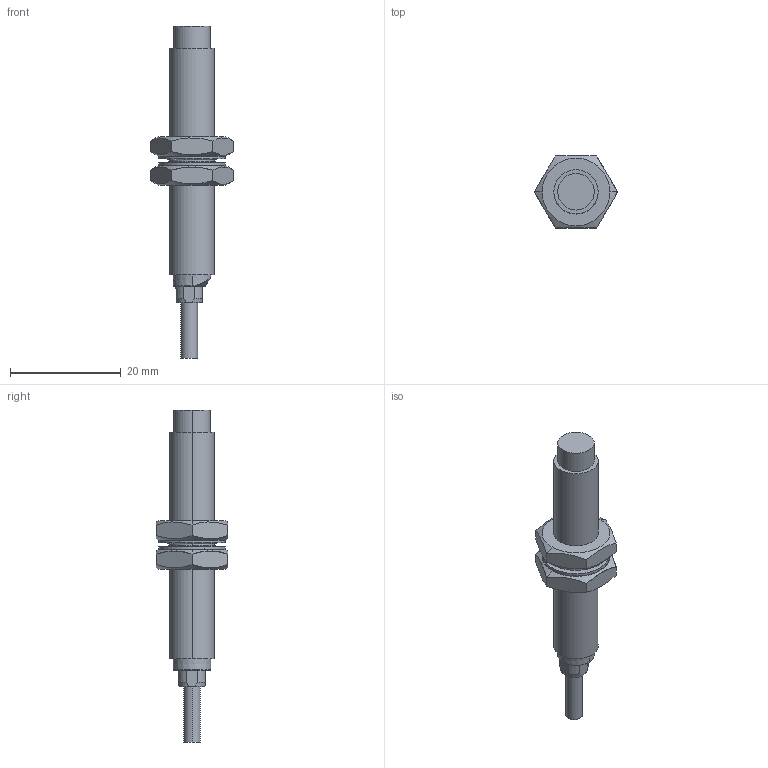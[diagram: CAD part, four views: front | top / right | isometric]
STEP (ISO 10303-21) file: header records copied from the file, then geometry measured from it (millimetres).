
FILE_DESCRIPTION((''),'2;1');
FILE_NAME('TYN08','2022-03-25T',('EDY'),(''),'CREO PARAMETRIC BY PTC INC, 2018070','CREO PARAMETRIC BY PTC INC, 2018070','');
FILE_SCHEMA(('CONFIG_CONTROL_DESIGN'));
Length unit declared in the file: millimetre
Products named in the file (1): TYN08
Bounding box: 15.01 x 13 x 60 mm (x, y, z)
Volume: 3001.2 mm3; surface area: 4144.6 mm2
Topology: 1 solids, 8 shells, 675 faces, 1979 edges, 1325 vertices
Faces by surface type: plane 516, cylinder 112, cone 38, torus 5, bspline 4
Entity records: 23575 total; most frequent: CARTESIAN_POINT 5374, ORIENTED_EDGE 3929, DIRECTION 3569, EDGE_CURVE 1979, VECTOR 1569, LINE 1569, VERTEX_POINT 1325, AXIS2_PLACEMENT_3D 1000
